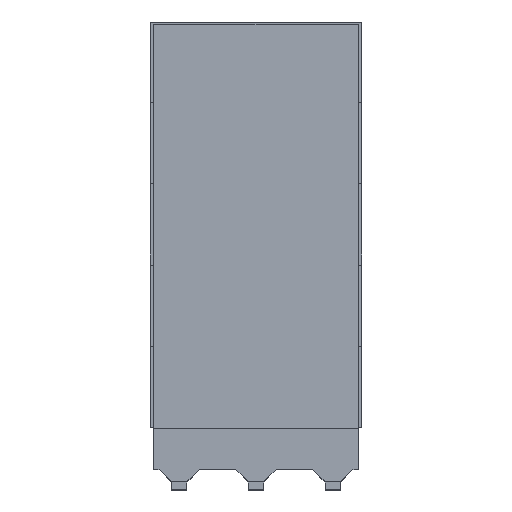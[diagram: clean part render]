
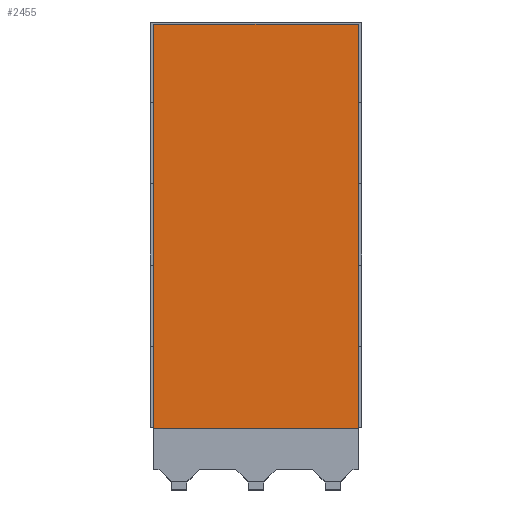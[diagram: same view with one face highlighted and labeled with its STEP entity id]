
A CAD part, top view. The second image highlights one B-rep face of the part: STEP entity #2455.
In plain terms, the highlighted planar face has unit normal (0, 0, 1).
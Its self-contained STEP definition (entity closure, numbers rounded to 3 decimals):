
#296 = VECTOR ( 'NONE', #2212, 1000. ) ;
#768 = CARTESIAN_POINT ( 'NONE',  ( 0.1, 13.385, 0.318 ) ) ;
#1016 = ORIENTED_EDGE ( 'NONE', *, *, #4213, .T. ) ;
#1124 = DIRECTION ( 'NONE',  ( 1., 0., 0. ) ) ;
#1154 = EDGE_CURVE ( 'NONE', #2989, #8526, #7233, .T. ) ;
#1585 = EDGE_LOOP ( 'NONE', ( #6822, #4696, #1016, #4924 ) ) ;
#1998 = CARTESIAN_POINT ( 'NONE',  ( 6.89, 13.385, 0.318 ) ) ;
#2212 = DIRECTION ( 'NONE',  ( -1., 0., 0. ) ) ;
#2353 = DIRECTION ( 'NONE',  ( 1., 0., 0. ) ) ;
#2455 = ADVANCED_FACE ( 'NONE', ( #9200 ), #2916, .T. ) ;
#2632 = LINE ( 'NONE', #7128, #3982 ) ;
#2810 = EDGE_CURVE ( 'NONE', #8526, #7356, #5929, .T. ) ;
#2916 = PLANE ( 'NONE',  #5604 ) ;
#2989 = VERTEX_POINT ( 'NONE', #4982 ) ;
#3404 = DIRECTION ( 'NONE',  ( 0., -1., 0. ) ) ;
#3552 = CARTESIAN_POINT ( 'NONE',  ( 0.1, 13.385, 0.318 ) ) ;
#3982 = VECTOR ( 'NONE', #5705, 1000. ) ;
#4213 = EDGE_CURVE ( 'NONE', #7356, #6781, #2632, .T. ) ;
#4380 = CARTESIAN_POINT ( 'NONE',  ( 0.1, 0., 0.318 ) ) ;
#4696 = ORIENTED_EDGE ( 'NONE', *, *, #2810, .T. ) ;
#4924 = ORIENTED_EDGE ( 'NONE', *, *, #6436, .T. ) ;
#4982 = CARTESIAN_POINT ( 'NONE',  ( 0.1, 13.385, 0.318 ) ) ;
#5341 = VECTOR ( 'NONE', #3404, 1000. ) ;
#5604 = AXIS2_PLACEMENT_3D ( 'NONE', #6460, #5931, #2353 ) ;
#5705 = DIRECTION ( 'NONE',  ( 0., 1., 0. ) ) ;
#5929 = LINE ( 'NONE', #6162, #8747 ) ;
#5931 = DIRECTION ( 'NONE',  ( 0., 0., 1. ) ) ;
#6162 = CARTESIAN_POINT ( 'NONE',  ( 0.1, 0., 0.318 ) ) ;
#6436 = EDGE_CURVE ( 'NONE', #6781, #2989, #8829, .T. ) ;
#6460 = CARTESIAN_POINT ( 'NONE',  ( 0., 0., 0.318 ) ) ;
#6781 = VERTEX_POINT ( 'NONE', #1998 ) ;
#6822 = ORIENTED_EDGE ( 'NONE', *, *, #1154, .T. ) ;
#7128 = CARTESIAN_POINT ( 'NONE',  ( 6.89, 13.385, 0.318 ) ) ;
#7233 = LINE ( 'NONE', #3552, #5341 ) ;
#7356 = VERTEX_POINT ( 'NONE', #8774 ) ;
#8526 = VERTEX_POINT ( 'NONE', #4380 ) ;
#8747 = VECTOR ( 'NONE', #1124, 1000. ) ;
#8774 = CARTESIAN_POINT ( 'NONE',  ( 6.89, 0., 0.318 ) ) ;
#8829 = LINE ( 'NONE', #768, #296 ) ;
#9200 = FACE_OUTER_BOUND ( 'NONE', #1585, .T. ) ;
